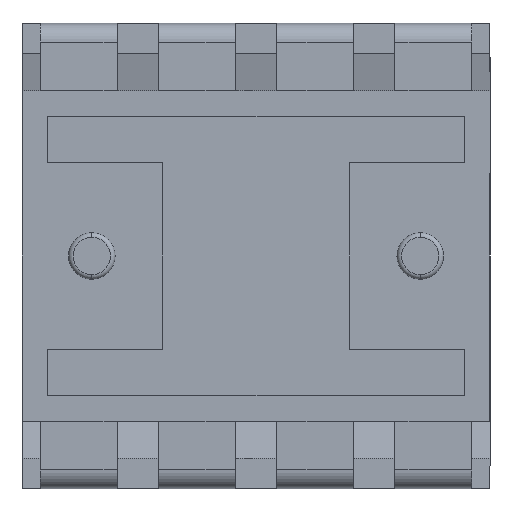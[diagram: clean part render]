
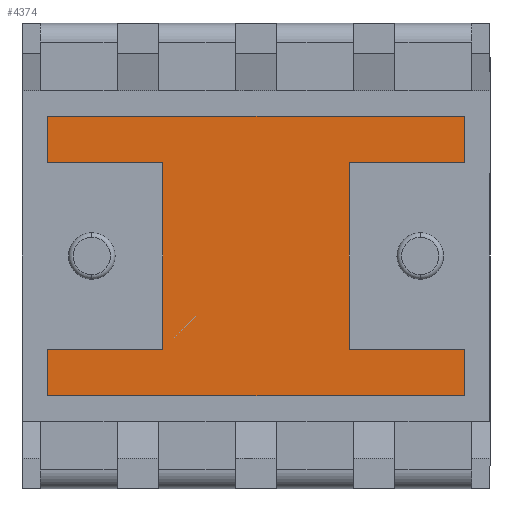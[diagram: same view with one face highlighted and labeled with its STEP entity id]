
A CAD part, front view. The second image highlights one B-rep face of the part: STEP entity #4374.
In plain terms, the highlighted planar face has unit normal (0, -1, 0).
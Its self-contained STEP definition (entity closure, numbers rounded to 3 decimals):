
#21 = EDGE_CURVE ( 'NONE', #756, #1084, #454, .T. ) ;
#64 = VERTEX_POINT ( 'NONE', #1207 ) ;
#81 = VECTOR ( 'NONE', #759, 1000. ) ;
#85 = VECTOR ( 'NONE', #429, 1000. ) ;
#94 = VECTOR ( 'NONE', #3514, 1000. ) ;
#124 = ORIENTED_EDGE ( 'NONE', *, *, #1881, .F. ) ;
#130 = EDGE_CURVE ( 'NONE', #3433, #4313, #716, .T. ) ;
#250 = CARTESIAN_POINT ( 'NONE',  ( 0., 0.3, -2. ) ) ;
#251 = LINE ( 'NONE', #250, #3663 ) ;
#413 = EDGE_CURVE ( 'NONE', #820, #64, #251, .T. ) ;
#429 = DIRECTION ( 'NONE',  ( 0., 0., -1. ) ) ;
#454 = LINE ( 'NONE', #4138, #2103 ) ;
#498 = EDGE_CURVE ( 'NONE', #756, #1406, #2612, .T. ) ;
#512 = DIRECTION ( 'NONE',  ( -1., 0., 0. ) ) ;
#599 = CARTESIAN_POINT ( 'NONE',  ( 4.475, 0.3, -3. ) ) ;
#625 = DIRECTION ( 'NONE',  ( -1., 0., 0. ) ) ;
#643 = LINE ( 'NONE', #3331, #2647 ) ;
#655 = CARTESIAN_POINT ( 'NONE',  ( 4.475, 0.3, -2. ) ) ;
#716 = LINE ( 'NONE', #3032, #85 ) ;
#756 = VERTEX_POINT ( 'NONE', #599 ) ;
#759 = DIRECTION ( 'NONE',  ( -1., 0., 0. ) ) ;
#765 = ORIENTED_EDGE ( 'NONE', *, *, #130, .F. ) ;
#776 = CARTESIAN_POINT ( 'NONE',  ( -4.475, 0.3, 2. ) ) ;
#820 = VERTEX_POINT ( 'NONE', #2745 ) ;
#878 = VECTOR ( 'NONE', #512, 1000. ) ;
#957 = CARTESIAN_POINT ( 'NONE',  ( -4.475, 0.3, 0. ) ) ;
#975 = CARTESIAN_POINT ( 'NONE',  ( 0., 0.3, 0. ) ) ;
#985 = ORIENTED_EDGE ( 'NONE', *, *, #3117, .F. ) ;
#1084 = VERTEX_POINT ( 'NONE', #655 ) ;
#1122 = EDGE_CURVE ( 'NONE', #3808, #820, #3653, .T. ) ;
#1123 = CARTESIAN_POINT ( 'NONE',  ( -2., 0.3, 2. ) ) ;
#1152 = CARTESIAN_POINT ( 'NONE',  ( -4.475, 0.3, 0. ) ) ;
#1207 = CARTESIAN_POINT ( 'NONE',  ( -4.475, 0.3, -2. ) ) ;
#1220 = LINE ( 'NONE', #1976, #2838 ) ;
#1406 = VERTEX_POINT ( 'NONE', #1488 ) ;
#1462 = DIRECTION ( 'NONE',  ( 0., 0., 1. ) ) ;
#1488 = CARTESIAN_POINT ( 'NONE',  ( -4.475, 0.3, -3. ) ) ;
#1507 = LINE ( 'NONE', #4248, #94 ) ;
#1638 = DIRECTION ( 'NONE',  ( -1., 0., 0. ) ) ;
#1672 = EDGE_CURVE ( 'NONE', #1084, #1984, #1743, .T. ) ;
#1700 = ORIENTED_EDGE ( 'NONE', *, *, #21, .T. ) ;
#1730 = EDGE_CURVE ( 'NONE', #3695, #2114, #3909, .T. ) ;
#1743 = LINE ( 'NONE', #2423, #81 ) ;
#1881 = EDGE_CURVE ( 'NONE', #1406, #64, #4000, .T. ) ;
#1925 = CARTESIAN_POINT ( 'NONE',  ( -2., 0.3, 0. ) ) ;
#1976 = CARTESIAN_POINT ( 'NONE',  ( 0., 0.3, 2. ) ) ;
#1984 = VERTEX_POINT ( 'NONE', #4061 ) ;
#2103 = VECTOR ( 'NONE', #1462, 1000. ) ;
#2111 = DIRECTION ( 'NONE',  ( 0., 0., -1. ) ) ;
#2114 = VERTEX_POINT ( 'NONE', #776 ) ;
#2159 = EDGE_CURVE ( 'NONE', #3433, #3695, #3813, .T. ) ;
#2168 = VECTOR ( 'NONE', #3280, 1000. ) ;
#2187 = ORIENTED_EDGE ( 'NONE', *, *, #1672, .T. ) ;
#2225 = EDGE_LOOP ( 'NONE', ( #3181, #2814, #985, #3111, #2823, #124, #3042, #1700, #2187, #2495, #4223, #765 ) ) ;
#2229 = CARTESIAN_POINT ( 'NONE',  ( 4.475, 0.3, 2. ) ) ;
#2251 = DIRECTION ( 'NONE',  ( 0., 0., 1. ) ) ;
#2275 = FACE_OUTER_BOUND ( 'NONE', #2225, .T. ) ;
#2307 = DIRECTION ( 'NONE',  ( -1., 0., 0. ) ) ;
#2423 = CARTESIAN_POINT ( 'NONE',  ( 0., 0.3, -2. ) ) ;
#2464 = CARTESIAN_POINT ( 'NONE',  ( 4.475, 0.3, 3. ) ) ;
#2495 = ORIENTED_EDGE ( 'NONE', *, *, #4246, .F. ) ;
#2612 = LINE ( 'NONE', #3684, #4262 ) ;
#2647 = VECTOR ( 'NONE', #4036, 1000. ) ;
#2745 = CARTESIAN_POINT ( 'NONE',  ( -2., 0.3, -2. ) ) ;
#2793 = CARTESIAN_POINT ( 'NONE',  ( 0., 0.3, 3. ) ) ;
#2814 = ORIENTED_EDGE ( 'NONE', *, *, #1730, .T. ) ;
#2823 = ORIENTED_EDGE ( 'NONE', *, *, #413, .T. ) ;
#2838 = VECTOR ( 'NONE', #625, 1000. ) ;
#2970 = VECTOR ( 'NONE', #2251, 1000. ) ;
#2983 = DIRECTION ( 'NONE',  ( 0., 0., -1. ) ) ;
#3032 = CARTESIAN_POINT ( 'NONE',  ( 4.475, 0.3, 0. ) ) ;
#3042 = ORIENTED_EDGE ( 'NONE', *, *, #498, .F. ) ;
#3111 = ORIENTED_EDGE ( 'NONE', *, *, #1122, .T. ) ;
#3117 = EDGE_CURVE ( 'NONE', #3808, #2114, #1220, .T. ) ;
#3181 = ORIENTED_EDGE ( 'NONE', *, *, #2159, .T. ) ;
#3280 = DIRECTION ( 'NONE',  ( 0., 0., -1. ) ) ;
#3331 = CARTESIAN_POINT ( 'NONE',  ( 0., 0.3, 2. ) ) ;
#3433 = VERTEX_POINT ( 'NONE', #2464 ) ;
#3480 = VERTEX_POINT ( 'NONE', #4198 ) ;
#3514 = DIRECTION ( 'NONE',  ( 0., 0., -1. ) ) ;
#3605 = PLANE ( 'NONE',  #4354 ) ;
#3653 = LINE ( 'NONE', #1925, #2168 ) ;
#3663 = VECTOR ( 'NONE', #1638, 1000. ) ;
#3684 = CARTESIAN_POINT ( 'NONE',  ( 0., 0.3, -3. ) ) ;
#3695 = VERTEX_POINT ( 'NONE', #3758 ) ;
#3758 = CARTESIAN_POINT ( 'NONE',  ( -4.475, 0.3, 3. ) ) ;
#3760 = EDGE_CURVE ( 'NONE', #4313, #3480, #643, .T. ) ;
#3808 = VERTEX_POINT ( 'NONE', #1123 ) ;
#3813 = LINE ( 'NONE', #2793, #878 ) ;
#3896 = VECTOR ( 'NONE', #2111, 1000. ) ;
#3909 = LINE ( 'NONE', #1152, #3896 ) ;
#4000 = LINE ( 'NONE', #957, #2970 ) ;
#4036 = DIRECTION ( 'NONE',  ( -1., 0., 0. ) ) ;
#4061 = CARTESIAN_POINT ( 'NONE',  ( 2., 0.3, -2. ) ) ;
#4138 = CARTESIAN_POINT ( 'NONE',  ( 4.475, 0.3, 0. ) ) ;
#4198 = CARTESIAN_POINT ( 'NONE',  ( 2., 0.3, 2. ) ) ;
#4223 = ORIENTED_EDGE ( 'NONE', *, *, #3760, .F. ) ;
#4246 = EDGE_CURVE ( 'NONE', #3480, #1984, #1507, .T. ) ;
#4248 = CARTESIAN_POINT ( 'NONE',  ( 2., 0.3, 0. ) ) ;
#4262 = VECTOR ( 'NONE', #2307, 1000. ) ;
#4292 = DIRECTION ( 'NONE',  ( 0., -1., 0. ) ) ;
#4313 = VERTEX_POINT ( 'NONE', #2229 ) ;
#4354 = AXIS2_PLACEMENT_3D ( 'NONE', #975, #4292, #2983 ) ;
#4374 = ADVANCED_FACE ( 'NONE', ( #2275 ), #3605, .T. ) ;
